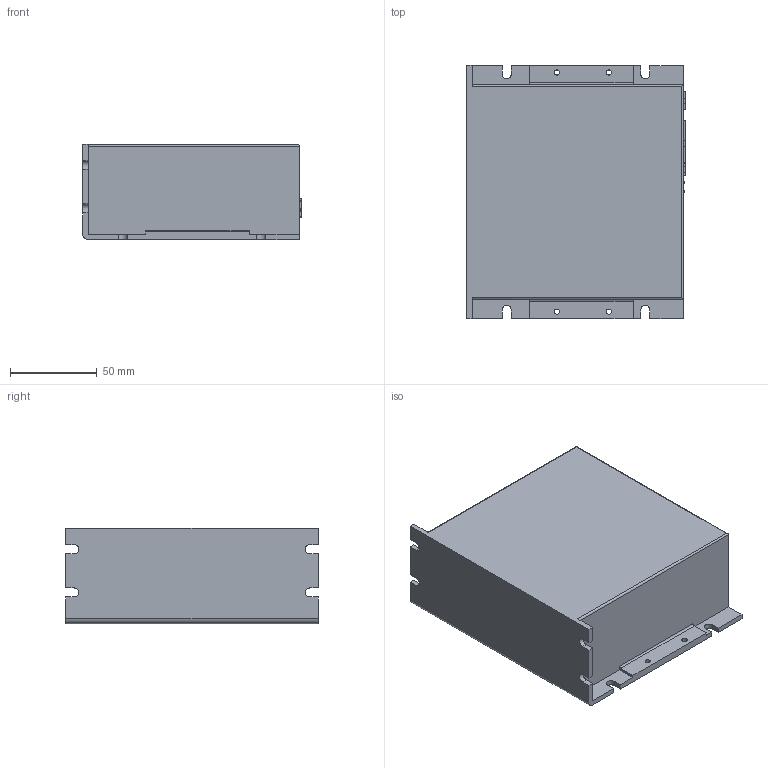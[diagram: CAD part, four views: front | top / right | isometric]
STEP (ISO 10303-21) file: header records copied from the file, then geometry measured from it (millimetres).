
FILE_DESCRIPTION((''),'2;1');
FILE_NAME('GUB 150, 200.stp','2015-03-11T14:04:38',('AHN'),(''),'Autodesk Inventor 2012','Autodesk Inventor 2012','');
FILE_SCHEMA(('CONFIG_CONTROL_DESIGN'));
Length unit declared in the file: millimetre
Products named in the file (1): GUB 150, 200
Bounding box: 126 x 146 x 55 mm (x, y, z)
Volume: 861316.8 mm3; surface area: 71132.4 mm2
Topology: 1 solids, 1 shells, 307 faces, 779 edges, 519 vertices
Faces by surface type: plane 281, cylinder 24, sphere 2
Full cylindrical faces by diameter (mm): 3 x6, 4 x2, 5 x2
Entity records: 9028 total; most frequent: CARTESIAN_POINT 1584, ORIENTED_EDGE 1524, DIRECTION 1424, EDGE_CURVE 762, VECTOR 716, LINE 716, VERTEX_POINT 514, EDGE_LOOP 372
